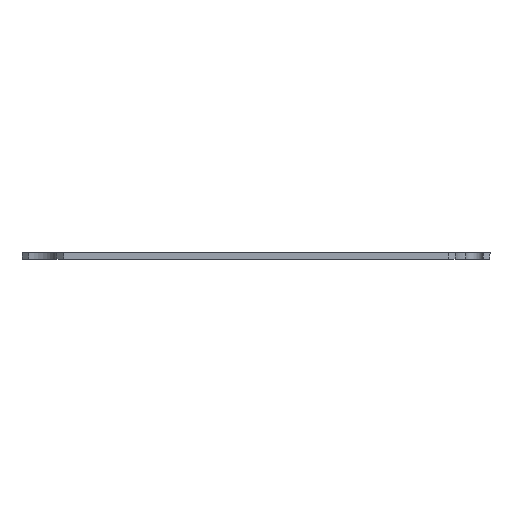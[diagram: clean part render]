
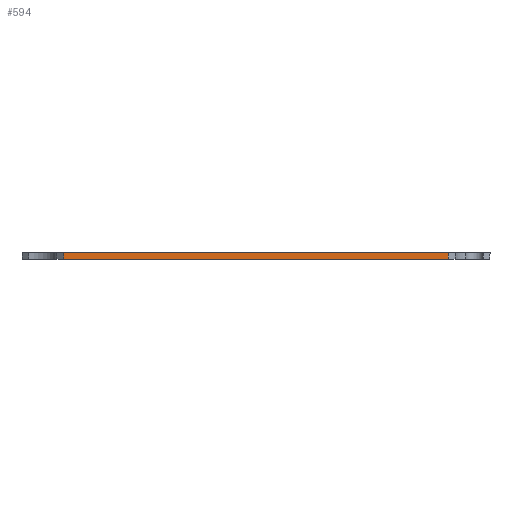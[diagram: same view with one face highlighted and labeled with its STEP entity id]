
A CAD part, left-side view. The second image highlights one B-rep face of the part: STEP entity #594.
In plain terms, the highlighted planar face has unit normal (-1, 0, 0).
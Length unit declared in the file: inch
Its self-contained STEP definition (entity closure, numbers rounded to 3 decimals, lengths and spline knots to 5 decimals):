
#17 = CARTESIAN_POINT ( 'NONE',  ( -1.36848, -1.83953, 0.03175 ) ) ;
#43 = VERTEX_POINT ( 'NONE', #17 ) ;
#56 = EDGE_LOOP ( 'NONE', ( #767, #788, #627, #599 ) ) ;
#119 = CARTESIAN_POINT ( 'NONE',  ( -1.36848, -0.00002, -0.03175 ) ) ;
#141 = VECTOR ( 'NONE', #578, 39.37008 ) ;
#171 = DIRECTION ( 'NONE',  ( 0., -1., 0. ) ) ;
#218 = CARTESIAN_POINT ( 'NONE',  ( -1.36848, 1.83953, -0.03175 ) ) ;
#229 = CARTESIAN_POINT ( 'NONE',  ( -1.36848, -1.83953, 0.03175 ) ) ;
#315 = VECTOR ( 'NONE', #468, 39.37008 ) ;
#369 = LINE ( 'NONE', #545, #315 ) ;
#448 = CARTESIAN_POINT ( 'NONE',  ( -1.36848, -1.83953, 0. ) ) ;
#459 = DIRECTION ( 'NONE',  ( -1., 0., 0. ) ) ;
#463 = FACE_OUTER_BOUND ( 'NONE', #56, .T. ) ;
#468 = DIRECTION ( 'NONE',  ( 0., 0., -1. ) ) ;
#473 = VECTOR ( 'NONE', #700, 39.37008 ) ;
#491 = DIRECTION ( 'NONE',  ( 0., -1., 0. ) ) ;
#497 = LINE ( 'NONE', #119, #552 ) ;
#545 = CARTESIAN_POINT ( 'NONE',  ( -1.36848, -1.83953, 0. ) ) ;
#552 = VECTOR ( 'NONE', #491, 39.37008 ) ;
#556 = EDGE_CURVE ( 'NONE', #43, #1125, #369, .T. ) ;
#578 = DIRECTION ( 'NONE',  ( 0., 0., -1. ) ) ;
#589 = CARTESIAN_POINT ( 'NONE',  ( -1.36848, 1.83953, 0.03175 ) ) ;
#594 = ADVANCED_FACE ( 'NONE', ( #463 ), #654, .T. ) ;
#599 = ORIENTED_EDGE ( 'NONE', *, *, #805, .T. ) ;
#627 = ORIENTED_EDGE ( 'NONE', *, *, #957, .T. ) ;
#654 = PLANE ( 'NONE',  #1121 ) ;
#671 = LINE ( 'NONE', #1030, #141 ) ;
#700 = DIRECTION ( 'NONE',  ( 0., 1., 0. ) ) ;
#702 = EDGE_CURVE ( 'NONE', #772, #1125, #497, .T. ) ;
#755 = CARTESIAN_POINT ( 'NONE',  ( -1.36848, -1.83953, -0.03175 ) ) ;
#767 = ORIENTED_EDGE ( 'NONE', *, *, #702, .T. ) ;
#772 = VERTEX_POINT ( 'NONE', #218 ) ;
#788 = ORIENTED_EDGE ( 'NONE', *, *, #556, .F. ) ;
#805 = EDGE_CURVE ( 'NONE', #1118, #772, #671, .T. ) ;
#957 = EDGE_CURVE ( 'NONE', #43, #1118, #1074, .T. ) ;
#1030 = CARTESIAN_POINT ( 'NONE',  ( -1.36848, 1.83953, 0. ) ) ;
#1074 = LINE ( 'NONE', #229, #473 ) ;
#1118 = VERTEX_POINT ( 'NONE', #589 ) ;
#1121 = AXIS2_PLACEMENT_3D ( 'NONE', #448, #459, #171 ) ;
#1125 = VERTEX_POINT ( 'NONE', #755 ) ;
